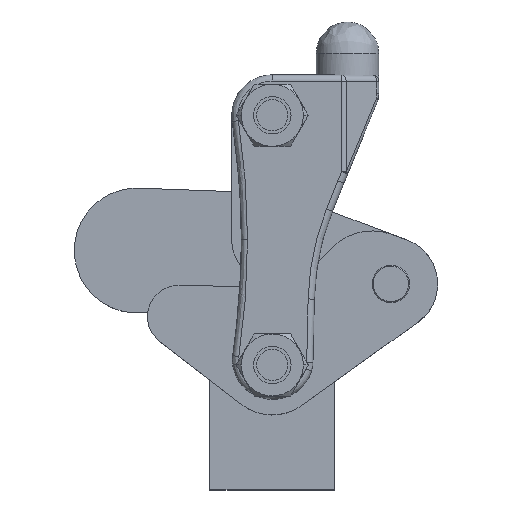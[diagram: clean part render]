
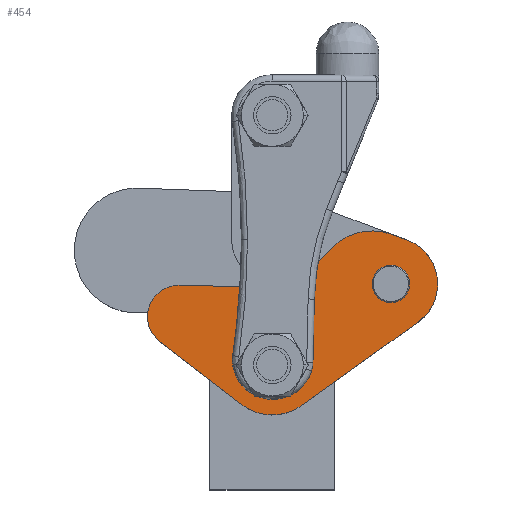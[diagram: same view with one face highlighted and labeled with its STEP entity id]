
A CAD part, top view. The second image highlights one B-rep face of the part: STEP entity #454.
In plain terms, the highlighted planar face has unit normal (0, 0, 1).
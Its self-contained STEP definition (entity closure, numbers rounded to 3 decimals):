
#392 = ORIENTED_EDGE ( 'NONE', *, *, #6284, .F. ) ;
#393 = AXIS2_PLACEMENT_3D ( 'NONE', #6357, #4576, #1344 ) ;
#394 = CARTESIAN_POINT ( 'NONE',  ( -18.05, 23.798, 6. ) ) ;
#454 = ADVANCED_FACE ( 'NONE', ( #4210, #1843, #2483 ), #8401, .T. ) ;
#624 = VECTOR ( 'NONE', #10675, 1000. ) ;
#633 = CIRCLE ( 'NONE', #393, 5. ) ;
#669 = AXIS2_PLACEMENT_3D ( 'NONE', #8611, #1747, #8542 ) ;
#702 = VERTEX_POINT ( 'NONE', #394 ) ;
#746 = LINE ( 'NONE', #5739, #10344 ) ;
#938 = EDGE_LOOP ( 'NONE', ( #4221, #2114 ) ) ;
#967 = CARTESIAN_POINT ( 'NONE',  ( -20., 27.76, 6. ) ) ;
#997 = AXIS2_PLACEMENT_3D ( 'NONE', #1586, #1658, #7488 ) ;
#998 = ORIENTED_EDGE ( 'NONE', *, *, #9889, .F. ) ;
#1017 = LINE ( 'NONE', #8955, #7470 ) ;
#1199 = CARTESIAN_POINT ( 'NONE',  ( -18.05, 23.798, 6. ) ) ;
#1344 = DIRECTION ( 'NONE',  ( -1., 0., 0. ) ) ;
#1402 = VERTEX_POINT ( 'NONE', #7152 ) ;
#1445 = CARTESIAN_POINT ( 'NONE',  ( 0., 20., 6. ) ) ;
#1530 = EDGE_CURVE ( 'NONE', #10298, #5944, #4923, .T. ) ;
#1586 = CARTESIAN_POINT ( 'NONE',  ( 19., 33., 6. ) ) ;
#1637 = ORIENTED_EDGE ( 'NONE', *, *, #6927, .T. ) ;
#1658 = DIRECTION ( 'NONE',  ( 0., 0., -1. ) ) ;
#1676 = VERTEX_POINT ( 'NONE', #5101 ) ;
#1689 = AXIS2_PLACEMENT_3D ( 'NONE', #1445, #4014, #7305 ) ;
#1743 = ORIENTED_EDGE ( 'NONE', *, *, #3777, .F. ) ;
#1747 = DIRECTION ( 'NONE',  ( 0., 0., -1. ) ) ;
#1843 = FACE_BOUND ( 'NONE', #6345, .T. ) ;
#1928 = CARTESIAN_POINT ( 'NONE',  ( 0., 20., 6. ) ) ;
#2114 = ORIENTED_EDGE ( 'NONE', *, *, #5672, .T. ) ;
#2163 = ORIENTED_EDGE ( 'NONE', *, *, #5668, .T. ) ;
#2326 = CARTESIAN_POINT ( 'NONE',  ( 19.078, 40.953, 6. ) ) ;
#2389 = VERTEX_POINT ( 'NONE', #967 ) ;
#2401 = CARTESIAN_POINT ( 'NONE',  ( 19., 33., 6. ) ) ;
#2428 = EDGE_CURVE ( 'NONE', #1676, #6479, #4361, .T. ) ;
#2483 = FACE_BOUND ( 'NONE', #938, .T. ) ;
#2512 = AXIS2_PLACEMENT_3D ( 'NONE', #6841, #7712, #2660 ) ;
#2566 = EDGE_LOOP ( 'NONE', ( #7157, #2163, #1637, #392, #1743, #7096, #998, #7910, #7179, #5876, #2683 ) ) ;
#2630 = VERTEX_POINT ( 'NONE', #4951 ) ;
#2660 = DIRECTION ( 'NONE',  ( -1., 0., 0. ) ) ;
#2683 = ORIENTED_EDGE ( 'NONE', *, *, #5395, .F. ) ;
#2771 = VECTOR ( 'NONE', #7086, 1000. ) ;
#2815 = LINE ( 'NONE', #1199, #7411 ) ;
#2836 = CARTESIAN_POINT ( 'NONE',  ( -14.913, 32.759, 6. ) ) ;
#3053 = DIRECTION ( 'NONE',  ( 0., 0., -1. ) ) ;
#3066 = VERTEX_POINT ( 'NONE', #9956 ) ;
#3238 = CIRCLE ( 'NONE', #2512, 8. ) ;
#3254 = DIRECTION ( 'NONE',  ( -1., 0., 0. ) ) ;
#3335 = DIRECTION ( 'NONE',  ( 1., 0., 0. ) ) ;
#3622 = VERTEX_POINT ( 'NONE', #4118 ) ;
#3764 = DIRECTION ( 'NONE',  ( 0., 0., -1. ) ) ;
#3777 = EDGE_CURVE ( 'NONE', #702, #2389, #4144, .T. ) ;
#3979 = CARTESIAN_POINT ( 'NONE',  ( 3., 20., 6. ) ) ;
#4014 = DIRECTION ( 'NONE',  ( 0., 0., -1. ) ) ;
#4083 = CIRCLE ( 'NONE', #8015, 7.5 ) ;
#4118 = CARTESIAN_POINT ( 'NONE',  ( 16., 33., 6. ) ) ;
#4144 = CIRCLE ( 'NONE', #6614, 5. ) ;
#4210 = FACE_OUTER_BOUND ( 'NONE', #2566, .T. ) ;
#4221 = ORIENTED_EDGE ( 'NONE', *, *, #1530, .T. ) ;
#4246 = CARTESIAN_POINT ( 'NONE',  ( -3., 20., 6. ) ) ;
#4361 = LINE ( 'NONE', #4496, #2771 ) ;
#4387 = VERTEX_POINT ( 'NONE', #5540 ) ;
#4496 = CARTESIAN_POINT ( 'NONE',  ( 21.565, 40.048, 6. ) ) ;
#4576 = DIRECTION ( 'NONE',  ( 0., 0., -1. ) ) ;
#4589 = LINE ( 'NONE', #8067, #624 ) ;
#4603 = DIRECTION ( 'NONE',  ( -1., 0., 0. ) ) ;
#4834 = AXIS2_PLACEMENT_3D ( 'NONE', #8971, #7287, #9887 ) ;
#4923 = CIRCLE ( 'NONE', #1689, 3. ) ;
#4940 = EDGE_CURVE ( 'NONE', #3622, #2630, #6456, .T. ) ;
#4951 = CARTESIAN_POINT ( 'NONE',  ( 22., 33., 6. ) ) ;
#5048 = DIRECTION ( 'NONE',  ( 0., 0., -1. ) ) ;
#5076 = VERTEX_POINT ( 'NONE', #7456 ) ;
#5101 = CARTESIAN_POINT ( 'NONE',  ( 21.565, 40.048, 6. ) ) ;
#5359 = VERTEX_POINT ( 'NONE', #6222 ) ;
#5395 = EDGE_CURVE ( 'NONE', #5359, #6479, #9188, .T. ) ;
#5520 = EDGE_CURVE ( 'NONE', #1676, #3066, #4083, .T. ) ;
#5540 = CARTESIAN_POINT ( 'NONE',  ( 4.66, 13.497, 6. ) ) ;
#5668 = EDGE_CURVE ( 'NONE', #8348, #5076, #9846, .T. ) ;
#5672 = EDGE_CURVE ( 'NONE', #5944, #10298, #8538, .T. ) ;
#5682 = ORIENTED_EDGE ( 'NONE', *, *, #4940, .T. ) ;
#5739 = CARTESIAN_POINT ( 'NONE',  ( -0.14, 32.501, 6. ) ) ;
#5876 = ORIENTED_EDGE ( 'NONE', *, *, #2428, .T. ) ;
#5944 = VERTEX_POINT ( 'NONE', #3979 ) ;
#6098 = AXIS2_PLACEMENT_3D ( 'NONE', #9266, #10814, #3335 ) ;
#6222 = CARTESIAN_POINT ( 'NONE',  ( 9.606, 38.83, 6. ) ) ;
#6284 = EDGE_CURVE ( 'NONE', #2389, #8415, #633, .T. ) ;
#6345 = EDGE_LOOP ( 'NONE', ( #5682, #8037 ) ) ;
#6357 = CARTESIAN_POINT ( 'NONE',  ( -15., 27.76, 6. ) ) ;
#6415 = CIRCLE ( 'NONE', #7938, 3. ) ;
#6456 = CIRCLE ( 'NONE', #997, 3. ) ;
#6479 = VERTEX_POINT ( 'NONE', #2326 ) ;
#6614 = AXIS2_PLACEMENT_3D ( 'NONE', #7953, #3053, #4603 ) ;
#6841 = CARTESIAN_POINT ( 'NONE',  ( 0., 20., 6. ) ) ;
#6923 = EDGE_CURVE ( 'NONE', #5359, #8348, #1017, .T. ) ;
#6927 = EDGE_CURVE ( 'NONE', #5076, #8415, #746, .T. ) ;
#7086 = DIRECTION ( 'NONE',  ( -0.94, 0.342, 0. ) ) ;
#7096 = ORIENTED_EDGE ( 'NONE', *, *, #10505, .T. ) ;
#7152 = CARTESIAN_POINT ( 'NONE',  ( -4.88, 13.66, 6. ) ) ;
#7157 = ORIENTED_EDGE ( 'NONE', *, *, #6923, .T. ) ;
#7179 = ORIENTED_EDGE ( 'NONE', *, *, #5520, .F. ) ;
#7287 = DIRECTION ( 'NONE',  ( 0., 0., -1. ) ) ;
#7305 = DIRECTION ( 'NONE',  ( -1., 0., 0. ) ) ;
#7411 = VECTOR ( 'NONE', #7964, 1000. ) ;
#7456 = CARTESIAN_POINT ( 'NONE',  ( -0.14, 32.501, 6. ) ) ;
#7470 = VECTOR ( 'NONE', #9770, 1000. ) ;
#7488 = DIRECTION ( 'NONE',  ( -1., 0., 0. ) ) ;
#7687 = CARTESIAN_POINT ( 'NONE',  ( 19., 33., 6. ) ) ;
#7712 = DIRECTION ( 'NONE',  ( 0., 0., -1. ) ) ;
#7910 = ORIENTED_EDGE ( 'NONE', *, *, #9044, .T. ) ;
#7938 = AXIS2_PLACEMENT_3D ( 'NONE', #7687, #10199, #10158 ) ;
#7953 = CARTESIAN_POINT ( 'NONE',  ( -15., 27.76, 6. ) ) ;
#7964 = DIRECTION ( 'NONE',  ( 0.792, -0.61, 0. ) ) ;
#8015 = AXIS2_PLACEMENT_3D ( 'NONE', #2401, #5048, #3254 ) ;
#8037 = ORIENTED_EDGE ( 'NONE', *, *, #9299, .T. ) ;
#8067 = CARTESIAN_POINT ( 'NONE',  ( 4.66, 13.497, 6. ) ) ;
#8348 = VERTEX_POINT ( 'NONE', #9247 ) ;
#8401 = PLANE ( 'NONE',  #6098 ) ;
#8415 = VERTEX_POINT ( 'NONE', #2836 ) ;
#8538 = CIRCLE ( 'NONE', #9180, 3. ) ;
#8542 = DIRECTION ( 'NONE',  ( -1., 0., 0. ) ) ;
#8611 = CARTESIAN_POINT ( 'NONE',  ( 0., 40.5, 6. ) ) ;
#8955 = CARTESIAN_POINT ( 'NONE',  ( 9.606, 38.83, 6. ) ) ;
#8971 = CARTESIAN_POINT ( 'NONE',  ( 16., 32.496, 6. ) ) ;
#8996 = DIRECTION ( 'NONE',  ( -1., 0.017, 0. ) ) ;
#9044 = EDGE_CURVE ( 'NONE', #4387, #3066, #4589, .T. ) ;
#9180 = AXIS2_PLACEMENT_3D ( 'NONE', #1928, #3764, #10351 ) ;
#9188 = CIRCLE ( 'NONE', #4834, 9. ) ;
#9247 = CARTESIAN_POINT ( 'NONE',  ( 5.683, 34.87, 6. ) ) ;
#9266 = CARTESIAN_POINT ( 'NONE',  ( -15., 27.76, 6. ) ) ;
#9299 = EDGE_CURVE ( 'NONE', #2630, #3622, #6415, .T. ) ;
#9770 = DIRECTION ( 'NONE',  ( -0.704, -0.71, 0. ) ) ;
#9846 = CIRCLE ( 'NONE', #669, 8. ) ;
#9887 = DIRECTION ( 'NONE',  ( -1., 0., 0. ) ) ;
#9889 = EDGE_CURVE ( 'NONE', #4387, #1402, #3238, .T. ) ;
#9956 = CARTESIAN_POINT ( 'NONE',  ( 23.369, 26.904, 6. ) ) ;
#10158 = DIRECTION ( 'NONE',  ( -1., 0., 0. ) ) ;
#10199 = DIRECTION ( 'NONE',  ( 0., 0., -1. ) ) ;
#10298 = VERTEX_POINT ( 'NONE', #4246 ) ;
#10344 = VECTOR ( 'NONE', #8996, 1000. ) ;
#10351 = DIRECTION ( 'NONE',  ( -1., 0., 0. ) ) ;
#10505 = EDGE_CURVE ( 'NONE', #702, #1402, #2815, .T. ) ;
#10675 = DIRECTION ( 'NONE',  ( 0.813, 0.582, 0. ) ) ;
#10814 = DIRECTION ( 'NONE',  ( 0., 0., 1. ) ) ;
